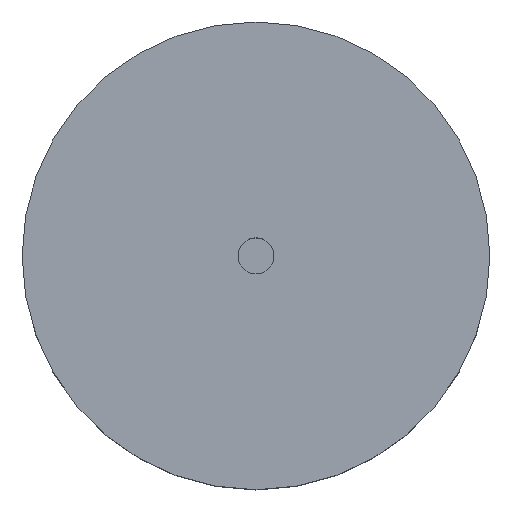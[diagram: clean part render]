
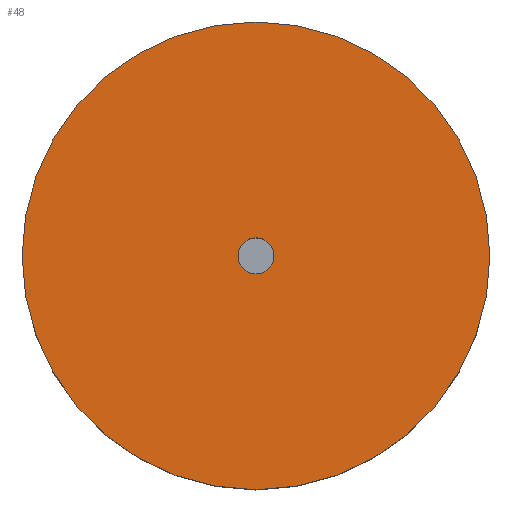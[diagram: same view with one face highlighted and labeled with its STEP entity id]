
A CAD part, top view. The second image highlights one B-rep face of the part: STEP entity #48.
In plain terms, the highlighted planar face has unit normal (0, 0, 1).
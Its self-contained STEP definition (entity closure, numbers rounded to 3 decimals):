
#48=ADVANCED_FACE('',(#93,#95),#97,.T.);
#93=FACE_BOUND('',#94,.T.);
#94=EDGE_LOOP('',(#134));
#95=FACE_BOUND('',#96,.T.);
#96=EDGE_LOOP('',(#135));
#97=PLANE('',#98);
#98=AXIS2_PLACEMENT_3D('',#99,#100,#101);
#99=CARTESIAN_POINT('',(0.,0.,20.));
#100=DIRECTION('',(0.,0.,1.));
#101=DIRECTION('',(-1.,0.,0.));
#134=ORIENTED_EDGE('',*,*,#142,.T.);
#135=ORIENTED_EDGE('',*,*,#143,.T.);
#142=EDGE_CURVE('',#146,#146,#147,.T.);
#143=EDGE_CURVE('',#148,#148,#149,.F.);
#146=VERTEX_POINT('',#154);
#147=CIRCLE('',#155,32.5);
#148=VERTEX_POINT('',#159);
#149=CIRCLE('',#160,2.5);
#154=CARTESIAN_POINT('',(-32.5,0.,20.));
#155=AXIS2_PLACEMENT_3D('',#156,#157,#158);
#156=CARTESIAN_POINT('',(0.,0.,20.));
#157=DIRECTION('',(0.,0.,1.));
#158=DIRECTION('',(-1.,0.,0.));
#159=CARTESIAN_POINT('',(0.,-2.5,20.));
#160=AXIS2_PLACEMENT_3D('',#161,#162,#163);
#161=CARTESIAN_POINT('',(0.,0.,20.));
#162=DIRECTION('',(0.,0.,1.));
#163=DIRECTION('',(0.,-1.,0.));
